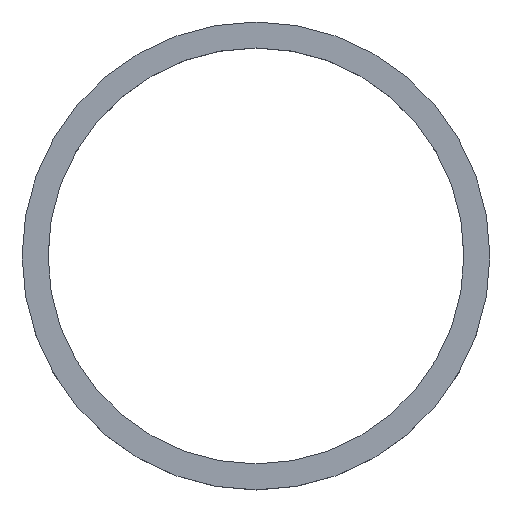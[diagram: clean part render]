
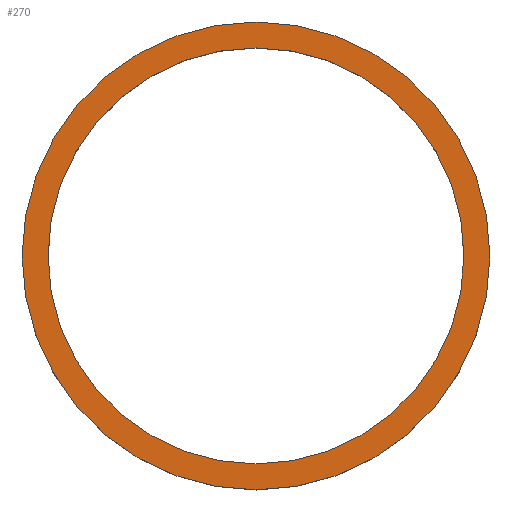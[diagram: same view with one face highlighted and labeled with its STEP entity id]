
A CAD part, top view. The second image highlights one B-rep face of the part: STEP entity #270.
In plain terms, the highlighted planar face has unit normal (0, 0, 1).
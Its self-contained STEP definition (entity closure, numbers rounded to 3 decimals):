
#132=CARTESIAN_POINT('',(-18.0,0.,5.0));
#133=VERTEX_POINT('',#132);
#149=CARTESIAN_POINT('',(18.0,0.,5.0));
#150=VERTEX_POINT('',#149);
#157=CARTESIAN_POINT('',(0.0,0.0,5.0));
#158=DIRECTION('',(0.0,0.0,-1.0));
#159=DIRECTION('',(-1.0,0.0,0.0));
#160=AXIS2_PLACEMENT_3D('',#157,#158,#159);
#161=CIRCLE('',#160,18.0);
#162=EDGE_CURVE('',#150,#133,#161,.T.);
#172=CARTESIAN_POINT('',(-16.0,0.,5.0));
#173=VERTEX_POINT('',#172);
#182=CARTESIAN_POINT('',(16.0,0.,5.0));
#183=VERTEX_POINT('',#182);
#184=CARTESIAN_POINT('',(0.0,0.0,5.0));
#185=DIRECTION('',(0.0,0.0,-1.0));
#186=DIRECTION('',(-1.0,0.0,0.0));
#187=AXIS2_PLACEMENT_3D('',#184,#185,#186);
#188=CIRCLE('',#187,16.0);
#189=EDGE_CURVE('',#183,#173,#188,.T.);
#223=CARTESIAN_POINT('',(0.0,0.0,5.0));
#224=DIRECTION('',(0.0,0.0,-1.0));
#225=DIRECTION('',(-1.0,0.0,0.0));
#226=AXIS2_PLACEMENT_3D('',#223,#224,#225);
#227=CIRCLE('',#226,16.0);
#228=EDGE_CURVE('',#173,#183,#227,.T.);
#239=CARTESIAN_POINT('',(0.0,0.0,5.0));
#240=DIRECTION('',(0.0,0.0,-1.0));
#241=DIRECTION('',(-1.0,0.0,0.0));
#242=AXIS2_PLACEMENT_3D('',#239,#240,#241);
#243=CIRCLE('',#242,18.0);
#244=EDGE_CURVE('',#133,#150,#243,.T.);
#257=CARTESIAN_POINT('',(1.636,0.,5.0));
#258=DIRECTION('',(0.0,0.0,1.0));
#259=DIRECTION('',(1.0,0.0,0.0));
#260=AXIS2_PLACEMENT_3D('',#257,#258,#259);
#261=PLANE('',#260);
#262=ORIENTED_EDGE('',*,*,#162,.F.);
#263=ORIENTED_EDGE('',*,*,#244,.F.);
#264=EDGE_LOOP('',(#262,#263));
#265=FACE_OUTER_BOUND('',#264,.T.);
#266=ORIENTED_EDGE('',*,*,#189,.T.);
#267=ORIENTED_EDGE('',*,*,#228,.T.);
#268=EDGE_LOOP('',(#266,#267));
#269=FACE_BOUND('',#268,.T.);
#270=ADVANCED_FACE('',(#265,#269),#261,.T.);
